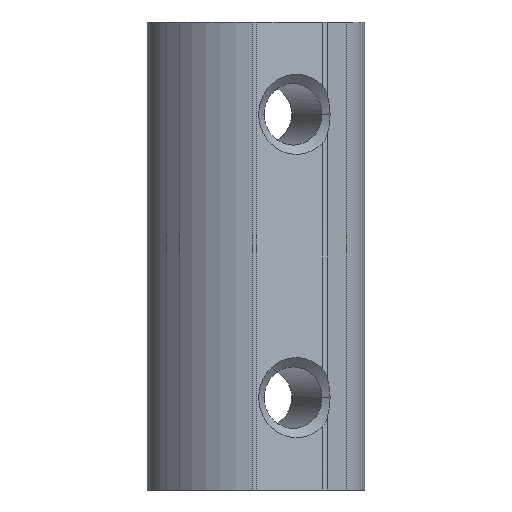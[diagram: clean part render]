
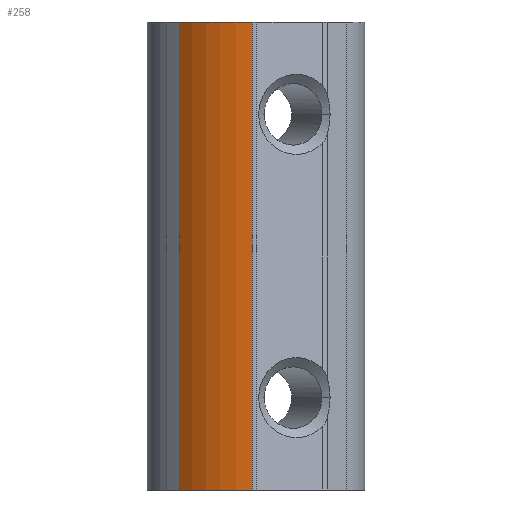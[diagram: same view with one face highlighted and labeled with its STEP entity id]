
A CAD part, front view. The second image highlights one B-rep face of the part: STEP entity #258.
In plain terms, the highlighted cylindrical face has radius 8.85 mm (diameter 17.7 mm), a partial arc.
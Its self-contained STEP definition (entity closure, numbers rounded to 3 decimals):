
#37 = VERTEX_POINT ( 'NONE', #1028 ) ;
#43 = CARTESIAN_POINT ( 'NONE',  ( 0., 0., -19. ) ) ;
#54 = VERTEX_POINT ( 'NONE', #252 ) ;
#84 = CARTESIAN_POINT ( 'NONE',  ( -0.393, -8.841, -19. ) ) ;
#134 = LINE ( 'NONE', #649, #751 ) ;
#140 = VERTEX_POINT ( 'NONE', #291 ) ;
#143 = ORIENTED_EDGE ( 'NONE', *, *, #824, .F. ) ;
#148 = AXIS2_PLACEMENT_3D ( 'NONE', #43, #549, #393 ) ;
#161 = ORIENTED_EDGE ( 'NONE', *, *, #504, .T. ) ;
#204 = ORIENTED_EDGE ( 'NONE', *, *, #851, .T. ) ;
#252 = CARTESIAN_POINT ( 'NONE',  ( -0.393, -8.841, 19. ) ) ;
#258 = ADVANCED_FACE ( 'NONE', ( #882 ), #940, .T. ) ;
#291 = CARTESIAN_POINT ( 'NONE',  ( -6.258, -6.258, -19. ) ) ;
#347 = AXIS2_PLACEMENT_3D ( 'NONE', #510, #948, #439 ) ;
#386 = AXIS2_PLACEMENT_3D ( 'NONE', #859, #919, #498 ) ;
#393 = DIRECTION ( 'NONE',  ( 1., 0., 0. ) ) ;
#437 = EDGE_LOOP ( 'NONE', ( #601, #143, #204, #161 ) ) ;
#439 = DIRECTION ( 'NONE',  ( 1., 0., 0. ) ) ;
#443 = VERTEX_POINT ( 'NONE', #740 ) ;
#498 = DIRECTION ( 'NONE',  ( 1., 0., 0. ) ) ;
#504 = EDGE_CURVE ( 'NONE', #443, #54, #590, .T. ) ;
#510 = CARTESIAN_POINT ( 'NONE',  ( 0., 0., -19. ) ) ;
#549 = DIRECTION ( 'NONE',  ( 0., 0., 1. ) ) ;
#551 = EDGE_CURVE ( 'NONE', #37, #54, #576, .T. ) ;
#576 = CIRCLE ( 'NONE', #386, 8.85 ) ;
#590 = LINE ( 'NONE', #84, #1080 ) ;
#593 = DIRECTION ( 'NONE',  ( 0., 0., 1. ) ) ;
#601 = ORIENTED_EDGE ( 'NONE', *, *, #551, .F. ) ;
#634 = CIRCLE ( 'NONE', #148, 8.85 ) ;
#649 = CARTESIAN_POINT ( 'NONE',  ( -6.258, -6.258, -19. ) ) ;
#723 = DIRECTION ( 'NONE',  ( 0., 0., 1. ) ) ;
#740 = CARTESIAN_POINT ( 'NONE',  ( -0.393, -8.841, -19. ) ) ;
#751 = VECTOR ( 'NONE', #723, 1000. ) ;
#824 = EDGE_CURVE ( 'NONE', #140, #37, #134, .T. ) ;
#851 = EDGE_CURVE ( 'NONE', #140, #443, #634, .T. ) ;
#859 = CARTESIAN_POINT ( 'NONE',  ( 0., 0., 19. ) ) ;
#882 = FACE_OUTER_BOUND ( 'NONE', #437, .T. ) ;
#919 = DIRECTION ( 'NONE',  ( 0., 0., 1. ) ) ;
#940 = CYLINDRICAL_SURFACE ( 'NONE', #347, 8.85 ) ;
#948 = DIRECTION ( 'NONE',  ( 0., 0., 1. ) ) ;
#1028 = CARTESIAN_POINT ( 'NONE',  ( -6.258, -6.258, 19. ) ) ;
#1080 = VECTOR ( 'NONE', #593, 1000. ) ;
